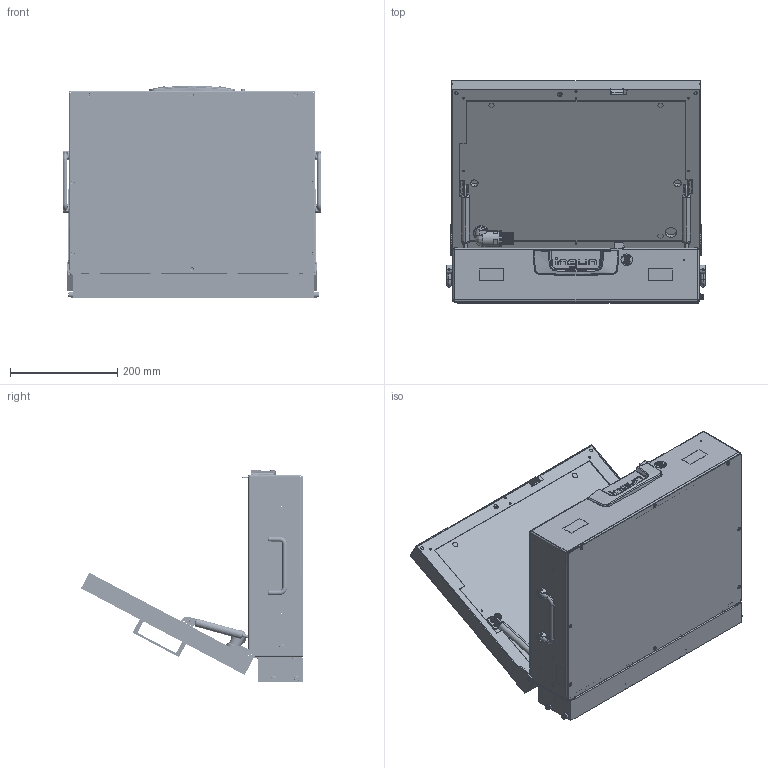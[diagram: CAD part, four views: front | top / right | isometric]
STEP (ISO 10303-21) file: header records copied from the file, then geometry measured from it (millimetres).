
FILE_DESCRIPTION (( 'STEP AP214' ), '1' );
FILE_NAME ('INGUN_114669_open.STEP', '2024-03-11T08:35:10', ( '' ), ( '' ), 'SwSTEP 2.0', 'SolidWorks 2021', '' );
FILE_SCHEMA (( 'AUTOMOTIVE_DESIGN' ));
Length unit declared in the file: millimetre
Products named in the file (50): 34848~0; ISO7380~n_M03,0x005; 1607~1; 114196_003~0; ISO7380~n_M04,0x012; Gewindebuchse~n_M04-07,5 offen; 114196_004~0_S; 115289~0_S; 113690~0_S; 113691~1_S; 113750~2_KUNDE<S>; 22745~1_S; 2497-1~0; 49317~0; 112024~0_S; 104093~2_KUNDE<S>; 114196_002~0; DIN7991~n_M04,0x010; 114196~0; 113672~0_S; DIN912~n_M04,0x040; 113712~0; 114196_001~0; 34848~0_ausgefahren 180<Standard>; 113752~0_S; 113696~1; 112025~3_S; DIN912~n_M04,0x012; INGUN_114669_open; 11657~0; 11655~0; 113753~1_S; 2497-1~0_6,3 mm Auge <Standard>; 112992~2_S; 19420~3; 113751~0_S; 111995~2_S; 112087~2_S; 112026~0_Mitte<S>; 2497-2~0 ...
Assembly tree (81 placements, depth 5):
  INGUN_114669_open
    113690~0_S
      113691~1_S
      32171~0_S
      112992~2_S  x2
      49317~0  x2
      114196~0  x2
        114196_001~0
        114196_002~0
        114196_003~0
        114196_004~0_S
      DIN912~n_M04,0x012
      112024~0_S
      112025~3_S
      DIN125~n_04,3 M04,0
      DIN985-A2~n_M04,0
      112026~0_Mitte<S>
      ISO7380~n_M03,0x005
      114364~0_S
    113750~2_KUNDE<S>
      115767~0_S
        113751~0_S
        Gewindebuchse~n_M04-07,5 offen  x4
      113752~0_S
      113753~1_S
      104093~2_KUNDE<S>
      1607~1  x2
      ISO7380~n_M04,0x012  x4
      112176~0_S  x2
        112087~2_S
          111995~2_S
          115289~0_S
        49317~0
      19420~3
      11657~0
      11655~0
    34848~0_ausgefahren 180<Standard>
      2497-1~0
      2497-2~0
    34848~0
      2497-1~0_6,3 mm Auge <Standard>
      2497-2~0_6,3 mm Auge <Standard>
    113711~0_S
      113712~0
      DIN7991~n_M03,0x006  x8
    113672~0_S
      113696~1
      DIN7991~n_M04,0x010  x4
    113436~0_S
      22745~1_S
      DIN912~n_M04,0x040  x8
Bounding box: 484 x 414.73 x 397.35 mm (x, y, z)
Volume: 3878874.5 mm3; surface area: 1846277.4 mm2
Topology: 86 solids, 94 shells, 4131 faces, 10274 edges, 6592 vertices
Faces by surface type: plane 1786, cylinder 1734, cone 323, bspline 204, torus 84
Entity records: 104717 total; most frequent: CARTESIAN_POINT 34269, DIRECTION 14261, ORIENTED_EDGE 13818, EDGE_CURVE 6909, AXIS2_PLACEMENT_3D 5282, VERTEX_POINT 4444, VECTOR 3697, LINE 3697
